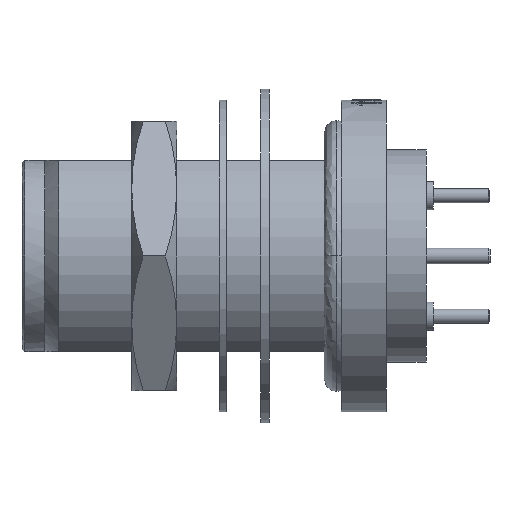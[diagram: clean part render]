
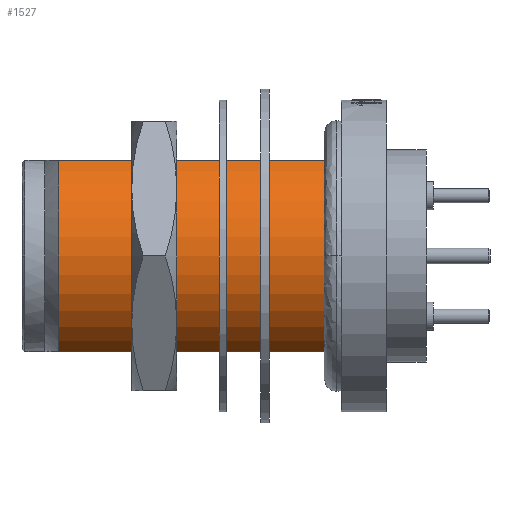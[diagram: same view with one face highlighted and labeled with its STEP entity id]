
A CAD part, front view. The second image highlights one B-rep face of the part: STEP entity #1527.
In plain terms, the highlighted cylindrical face has radius 7.8 mm (diameter 15.6 mm), a partial arc.
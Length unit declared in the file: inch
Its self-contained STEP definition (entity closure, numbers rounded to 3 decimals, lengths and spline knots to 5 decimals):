
#243 = VERTEX_POINT ( 'NONE', #5812 ) ;
#898 = EDGE_CURVE ( 'NONE', #3647, #243, #12399, .T. ) ;
#1527 = ADVANCED_FACE ( 'NONE', ( #12278 ), #2953, .T. ) ;
#1796 = DIRECTION ( 'NONE',  ( -1., 0., 0. ) ) ;
#2034 = DIRECTION ( 'NONE',  ( 0., 0., -1. ) ) ;
#2153 = CARTESIAN_POINT ( 'NONE',  ( 0.10236, -0.15388, -0.26575 ) ) ;
#2645 = ORIENTED_EDGE ( 'NONE', *, *, #3318, .T. ) ;
#2934 = VERTEX_POINT ( 'NONE', #7917 ) ;
#2953 = CYLINDRICAL_SURFACE ( 'NONE', #8763, 0.30709 ) ;
#3146 = DIRECTION ( 'NONE',  ( 1., 0., 0. ) ) ;
#3318 = EDGE_CURVE ( 'NONE', #4279, #3647, #9912, .T. ) ;
#3401 = CIRCLE ( 'NONE', #12918, 0.30709 ) ;
#3643 = DIRECTION ( 'NONE',  ( 0., 0., -1. ) ) ;
#3647 = VERTEX_POINT ( 'NONE', #2153 ) ;
#4279 = VERTEX_POINT ( 'NONE', #8669 ) ;
#4821 = AXIS2_PLACEMENT_3D ( 'NONE', #12091, #11175, #2034 ) ;
#5580 = ORIENTED_EDGE ( 'NONE', *, *, #6813, .T. ) ;
#5646 = VECTOR ( 'NONE', #7593, 39.37008 ) ;
#5812 = CARTESIAN_POINT ( 'NONE',  ( 0.88583, -0.15388, -0.26575 ) ) ;
#6813 = EDGE_CURVE ( 'NONE', #2934, #4279, #10183, .T. ) ;
#7006 = DIRECTION ( 'NONE',  ( 0., 0., -1. ) ) ;
#7413 = DIRECTION ( 'NONE',  ( -1., 0., 0. ) ) ;
#7593 = DIRECTION ( 'NONE',  ( 1., 0., 0. ) ) ;
#7917 = CARTESIAN_POINT ( 'NONE',  ( 0.88583, -0.15388, 0.26575 ) ) ;
#8669 = CARTESIAN_POINT ( 'NONE',  ( 0.10236, -0.15388, 0.26575 ) ) ;
#8763 = AXIS2_PLACEMENT_3D ( 'NONE', #9071, #3146, #7006 ) ;
#9012 = VECTOR ( 'NONE', #7413, 39.37008 ) ;
#9071 = CARTESIAN_POINT ( 'NONE',  ( -0.06496, 0., 0. ) ) ;
#9912 = CIRCLE ( 'NONE', #4821, 0.30709 ) ;
#10049 = EDGE_CURVE ( 'NONE', #243, #2934, #3401, .T. ) ;
#10183 = LINE ( 'NONE', #12415, #9012 ) ;
#10469 = EDGE_LOOP ( 'NONE', ( #11026, #12502, #5580, #2645 ) ) ;
#10492 = CARTESIAN_POINT ( 'NONE',  ( -0.06496, -0.15388, -0.26575 ) ) ;
#11026 = ORIENTED_EDGE ( 'NONE', *, *, #898, .T. ) ;
#11175 = DIRECTION ( 'NONE',  ( 1., 0., 0. ) ) ;
#11847 = CARTESIAN_POINT ( 'NONE',  ( 0.88583, 0., 0. ) ) ;
#12091 = CARTESIAN_POINT ( 'NONE',  ( 0.10236, 0., 0. ) ) ;
#12278 = FACE_OUTER_BOUND ( 'NONE', #10469, .T. ) ;
#12399 = LINE ( 'NONE', #10492, #5646 ) ;
#12415 = CARTESIAN_POINT ( 'NONE',  ( -0.06496, -0.15388, 0.26575 ) ) ;
#12502 = ORIENTED_EDGE ( 'NONE', *, *, #10049, .T. ) ;
#12918 = AXIS2_PLACEMENT_3D ( 'NONE', #11847, #1796, #3643 ) ;
